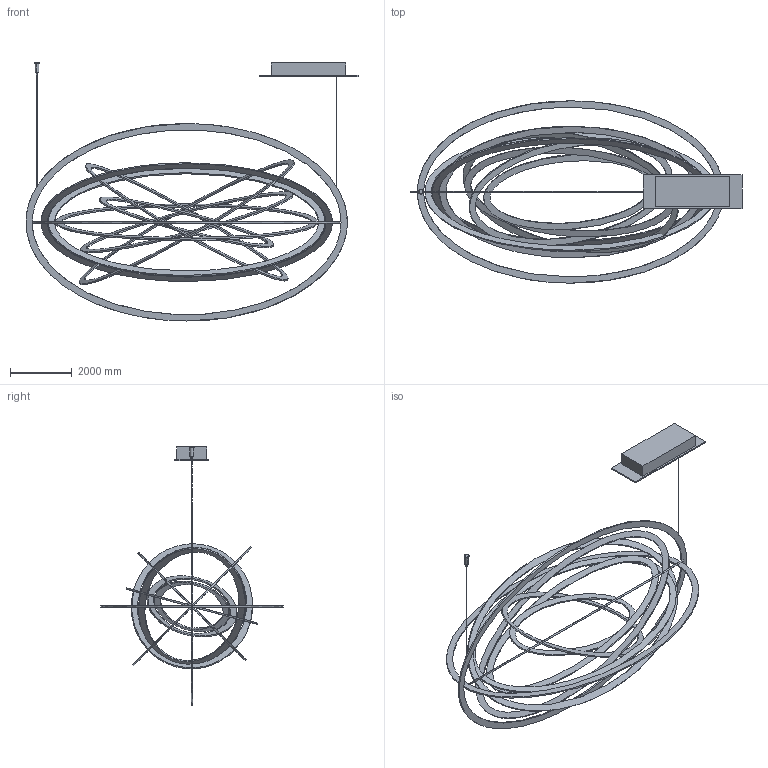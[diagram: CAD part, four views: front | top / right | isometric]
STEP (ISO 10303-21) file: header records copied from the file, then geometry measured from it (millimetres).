
FILE_DESCRIPTION(/* description */ (''),/* implementation_level */ '2;1');
FILE_NAME(/* name */ 'Copernico_Sospensione_3D',/* time_stamp */ '2011-10-28T15:48:04+02:00',/* author */ (''),/* organization */ (''),/* preprocessor_version */ 'ST-DEVELOPER v10',/* originating_system */ '',/* authorisation */ '');
FILE_SCHEMA (('CONFIG_CONTROL_DESIGN'));
Length unit declared in the file: centimetre
Products named in the file (1): 1
Bounding box: 10755 x 5910 x 8360.5 mm (x, y, z)
Volume: 2808582671.8 mm3; surface area: 106028585.5 mm2
Topology: 14 solids, 14 shells, 84 faces, 214 edges, 160 vertices
Faces by surface type: bspline 84
Entity records: 6779 total; most frequent: CARTESIAN_POINT 5364, ORIENTED_EDGE 428, EDGE_CURVE 214, VERTEX_POINT 160, B_SPLINE_CURVE_WITH_KNOTS 150, EDGE_LOOP 104, ADVANCED_FACE 84, FACE_OUTER_BOUND 84
